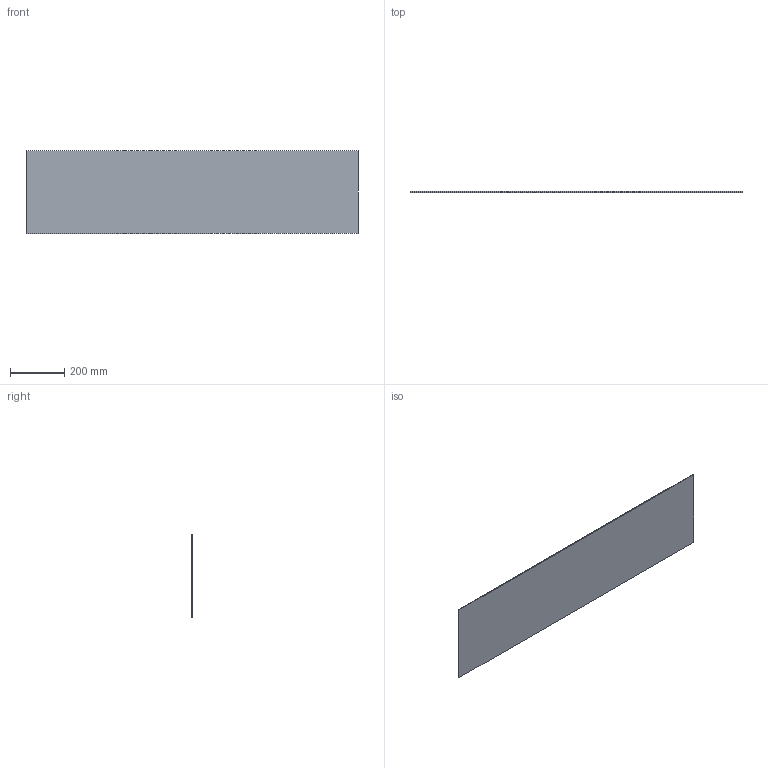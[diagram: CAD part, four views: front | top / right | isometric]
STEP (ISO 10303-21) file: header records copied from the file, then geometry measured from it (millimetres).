
FILE_DESCRIPTION (( 'STEP AP203' ), '1' );
FILE_NAME ('89015K242_Multipurpose 6061 Aluminum Sheet.STEP', '2022-07-18T15:33:02', ( 'Administrator' ), ( 'Managed by Terraform' ), 'SwSTEP 2.0', 'SolidWorks 2017', '' );
FILE_SCHEMA (( 'CONFIG_CONTROL_DESIGN' ));
Length unit declared in the file: inch
Products named in the file (1): 89015K242_Multipurpose 6061 Aluminum Sheet
Bounding box: 1219.2 x 3.17 x 304.8 mm (x, y, z)
Volume: 1179868.6 mm3; surface area: 752901.7 mm2
Topology: 1 solids, 1 shells, 6 faces, 12 edges, 8 vertices
Faces by surface type: plane 6
Entity records: 235 total; most frequent: CARTESIAN_POINT 27, DIRECTION 26, ORIENTED_EDGE 24, EDGE_CURVE 12, LINE 12, VECTOR 12, PERSON_AND_ORGANIZATION 8, VERTEX_POINT 8
